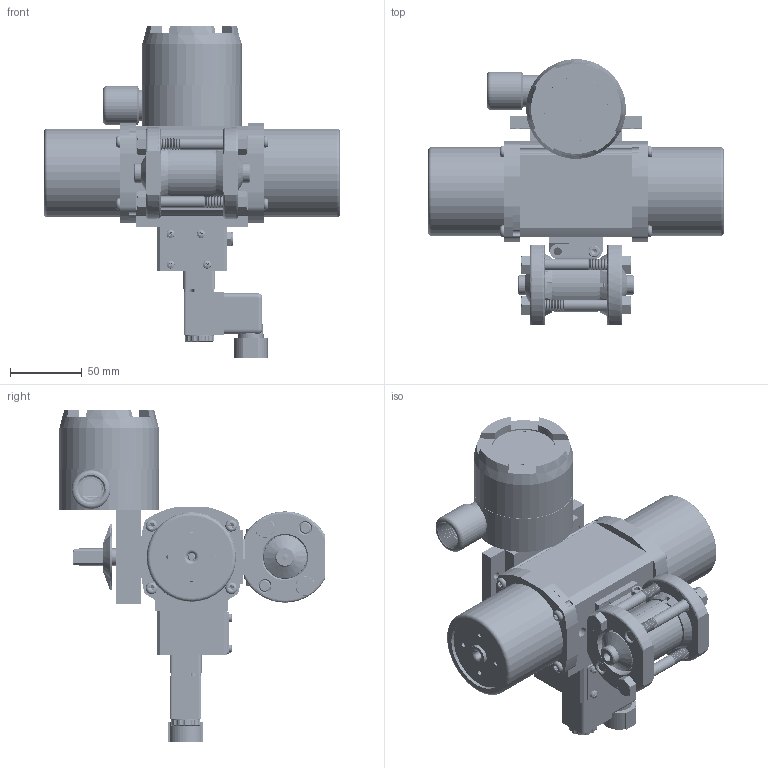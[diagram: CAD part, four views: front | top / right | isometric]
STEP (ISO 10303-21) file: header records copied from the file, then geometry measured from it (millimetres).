
FILE_DESCRIPTION (( 'STEP AP203' ), '1' );
FILE_NAME ('24XXTSWFA512SR3GPDCLS.step', '2018-06-12T15:29:38', ( '' ), ( '' ), 'SwSTEP 2.0', 'SolidWorks 2017', '' );
FILE_SCHEMA (( 'CONFIG_CONTROL_DESIGN' ));
Products named in the file (1): 24XXTSWFA512SR3GPDCLS
Bounding box: 206.12 x 184.85 x 231.14 mm (x, y, z)
Volume: 875882.9 mm3; surface area: 363268.8 mm2
Topology: 65 solids, 65 shells, 6352 faces, 16980 edges, 10839 vertices
Faces by surface type: cylinder 3092, cone 2013, plane 880, torus 218, bspline 135, sphere 14
Entity records: 249478 total; most frequent: CARTESIAN_POINT 94826, ORIENTED_EDGE 33656, DIRECTION 32816, EDGE_CURVE 16828, AXIS2_PLACEMENT_3D 13327, VERTEX_POINT 10835, CIRCLE 7109, EDGE_LOOP 6845
